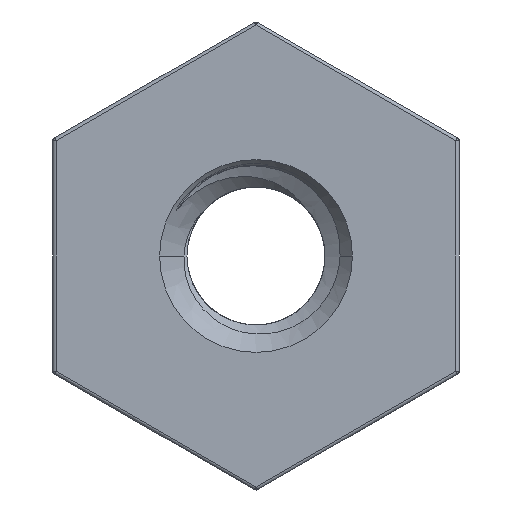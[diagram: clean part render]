
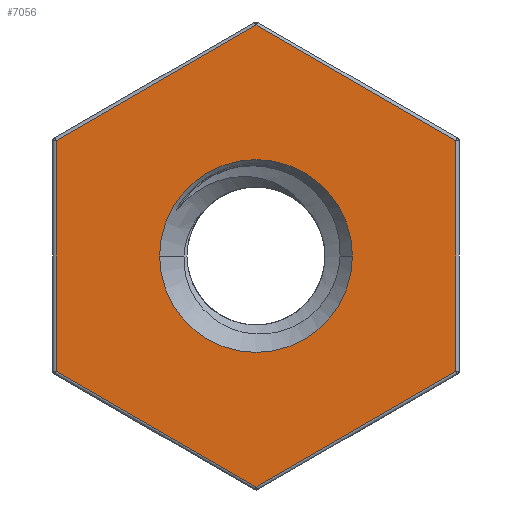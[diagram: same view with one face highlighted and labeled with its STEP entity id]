
A CAD part, left-side view. The second image highlights one B-rep face of the part: STEP entity #7056.
In plain terms, the highlighted planar face has unit normal (-1, 0, 0).
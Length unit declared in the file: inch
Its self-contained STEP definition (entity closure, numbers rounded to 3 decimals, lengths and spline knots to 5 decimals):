
#334=DIRECTION('',(0.,0.,1.));
#335=VECTOR('',#334,0.14203);
#336=CARTESIAN_POINT('',(-1.,-0.123,-0.07101));
#337=LINE('',#336,#335);
#338=DIRECTION('',(0.,-0.866,0.5));
#339=VECTOR('',#338,0.14203);
#340=CARTESIAN_POINT('',(-1.,0.,-0.14203));
#341=LINE('',#340,#339);
#342=DIRECTION('',(0.,-0.866,-0.5));
#343=VECTOR('',#342,0.14203);
#344=CARTESIAN_POINT('',(-1.,0.123,-0.07101));
#345=LINE('',#344,#343);
#346=DIRECTION('',(0.,0.,-1.));
#347=VECTOR('',#346,0.14203);
#348=CARTESIAN_POINT('',(-1.,0.123,0.07101));
#349=LINE('',#348,#347);
#350=DIRECTION('',(0.,0.866,-0.5));
#351=VECTOR('',#350,0.14203);
#352=CARTESIAN_POINT('',(-1.,0.,0.14203));
#353=LINE('',#352,#351);
#354=DIRECTION('',(0.,0.866,0.5));
#355=VECTOR('',#354,0.14203);
#356=CARTESIAN_POINT('',(-1.,-0.123,0.07101));
#357=LINE('',#356,#355);
#358=CARTESIAN_POINT('',(-1.,0.,0.));
#359=DIRECTION('',(1.,0.,0.));
#360=DIRECTION('',(0.,1.,0.));
#361=AXIS2_PLACEMENT_3D('',#358,#359,#360);
#363=CARTESIAN_POINT('',(-1.,0.,0.));
#364=DIRECTION('',(1.,0.,0.));
#365=DIRECTION('',(0.,-1.,0.));
#366=AXIS2_PLACEMENT_3D('',#363,#364,#365);
#6648=CARTESIAN_POINT('',(-1.,-0.123,-0.07101));
#6649=CARTESIAN_POINT('',(-1.,-0.123,0.07101));
#6650=VERTEX_POINT('',#6648);
#6651=VERTEX_POINT('',#6649);
#6652=CARTESIAN_POINT('',(-1.,0.,-0.14203));
#6653=VERTEX_POINT('',#6652);
#6654=CARTESIAN_POINT('',(-1.,0.123,-0.07101));
#6655=VERTEX_POINT('',#6654);
#6656=CARTESIAN_POINT('',(-1.,0.123,0.07101));
#6657=VERTEX_POINT('',#6656);
#6660=CARTESIAN_POINT('',(-1.,0.,0.14203));
#6661=VERTEX_POINT('',#6660);
#6662=CARTESIAN_POINT('',(-1.,0.05936,0.));
#6663=CARTESIAN_POINT('',(-1.,-0.05936,0.));
#6664=VERTEX_POINT('',#6662);
#6665=VERTEX_POINT('',#6663);
#7032=CARTESIAN_POINT('',(-1.,0.,0.));
#7033=DIRECTION('',(1.,0.,0.));
#7034=DIRECTION('',(0.,-1.,0.));
#7035=AXIS2_PLACEMENT_3D('',#7032,#7033,#7034);
#7036=PLANE('',#7035);
#7038=ORIENTED_EDGE('',*,*,#7037,.F.);
#7040=ORIENTED_EDGE('',*,*,#7039,.F.);
#7042=ORIENTED_EDGE('',*,*,#7041,.F.);
#7043=ORIENTED_EDGE('',*,*,#7023,.F.);
#7045=ORIENTED_EDGE('',*,*,#7044,.F.);
#7047=ORIENTED_EDGE('',*,*,#7046,.F.);
#7048=EDGE_LOOP('',(#7038,#7040,#7042,#7043,#7045,#7047));
#7049=FACE_OUTER_BOUND('',#7048,.F.);
#7051=ORIENTED_EDGE('',*,*,#7050,.F.);
#7053=ORIENTED_EDGE('',*,*,#7052,.F.);
#7054=EDGE_LOOP('',(#7051,#7053));
#7055=FACE_BOUND('',#7054,.F.);
#362=CIRCLE('',#361,0.05936);
#367=CIRCLE('',#366,0.05936);
#7023=EDGE_CURVE('',#6657,#6655,#349,.T.);
#7037=EDGE_CURVE('',#6650,#6651,#337,.T.);
#7039=EDGE_CURVE('',#6653,#6650,#341,.T.);
#7041=EDGE_CURVE('',#6655,#6653,#345,.T.);
#7044=EDGE_CURVE('',#6661,#6657,#353,.T.);
#7046=EDGE_CURVE('',#6651,#6661,#357,.T.);
#7050=EDGE_CURVE('',#6664,#6665,#362,.T.);
#7052=EDGE_CURVE('',#6665,#6664,#367,.T.);
#7056=ADVANCED_FACE('',(#7049,#7055),#7036,.F.);
